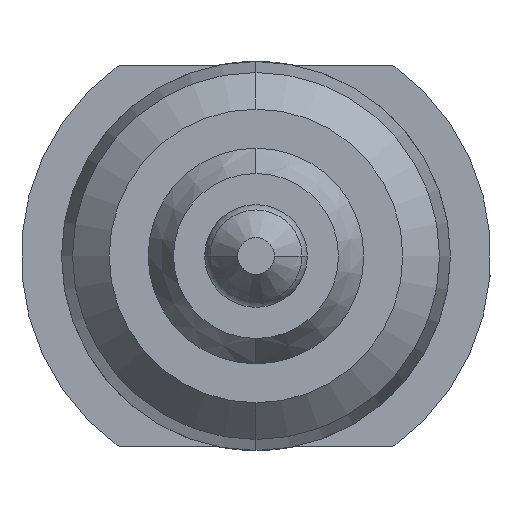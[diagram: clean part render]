
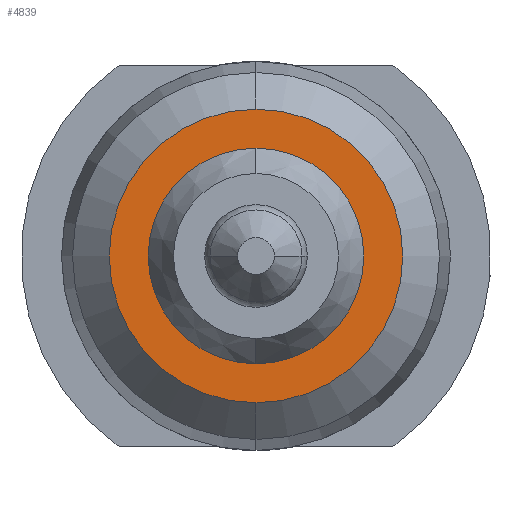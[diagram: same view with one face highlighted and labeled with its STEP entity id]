
A CAD part, front view. The second image highlights one B-rep face of the part: STEP entity #4839.
In plain terms, the highlighted planar face has unit normal (0, -1, 0).
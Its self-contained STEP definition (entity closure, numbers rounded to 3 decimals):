
#274 = DIRECTION ( 'NONE',  ( 0., 0., -1. ) ) ;
#457 = DIRECTION ( 'NONE',  ( 0., 0., 1. ) ) ;
#592 = DIRECTION ( 'NONE',  ( 0., -1., 0. ) ) ;
#651 = AXIS2_PLACEMENT_3D ( 'NONE', #1980, #5043, #3660 ) ;
#706 = PLANE ( 'NONE',  #651 ) ;
#820 = VERTEX_POINT ( 'NONE', #3048 ) ;
#928 = VERTEX_POINT ( 'NONE', #1076 ) ;
#1036 = CARTESIAN_POINT ( 'NONE',  ( 0., -28., 0. ) ) ;
#1076 = CARTESIAN_POINT ( 'NONE',  ( 0., -28., 0.735 ) ) ;
#1096 = CIRCLE ( 'NONE', #2093, 1. ) ;
#1165 = FACE_OUTER_BOUND ( 'NONE', #1930, .T. ) ;
#1233 = ORIENTED_EDGE ( 'NONE', *, *, #4974, .F. ) ;
#1326 = DIRECTION ( 'NONE',  ( 0., -1., 0. ) ) ;
#1360 = CIRCLE ( 'NONE', #4527, 0.735 ) ;
#1516 = DIRECTION ( 'NONE',  ( 0., 1., 0. ) ) ;
#1775 = EDGE_CURVE ( 'Defeature ausgef�hrt1_13+Defeature ausgef�hrt1_2+Defeature ausgef�hrt1_2+Defeature ausgef�hrt1_2', #820, #3474, #4973, .T. ) ;
#1930 = EDGE_LOOP ( 'NONE', ( #4260, #3161 ) ) ;
#1966 = EDGE_LOOP ( 'NONE', ( #3256, #1233 ) ) ;
#1980 = CARTESIAN_POINT ( 'NONE',  ( -1., -28., 0. ) ) ;
#1996 = CARTESIAN_POINT ( 'NONE',  ( 0., -28., 0. ) ) ;
#2093 = AXIS2_PLACEMENT_3D ( 'NONE', #1036, #1516, #4087 ) ;
#2488 = AXIS2_PLACEMENT_3D ( 'NONE', #4817, #1326, #457 ) ;
#3048 = CARTESIAN_POINT ( 'NONE',  ( 0., -28., -1. ) ) ;
#3161 = ORIENTED_EDGE ( 'NONE', *, *, #4217, .F. ) ;
#3256 = ORIENTED_EDGE ( 'NONE', *, *, #4744, .F. ) ;
#3435 = CARTESIAN_POINT ( 'NONE',  ( 0., -28., -0.735 ) ) ;
#3474 = VERTEX_POINT ( 'NONE', #4609 ) ;
#3660 = DIRECTION ( 'NONE',  ( 0., 0., -1. ) ) ;
#4082 = DIRECTION ( 'NONE',  ( 0., 0., 1. ) ) ;
#4087 = DIRECTION ( 'NONE',  ( 0., 0., -1. ) ) ;
#4217 = EDGE_CURVE ( 'Defeature ausgef�hrt1_13+Defeature ausgef�hrt1_2+Defeature ausgef�hrt1_2+Defeature ausgef�hrt1_2', #3474, #820, #1096, .T. ) ;
#4260 = ORIENTED_EDGE ( 'NONE', *, *, #1775, .F. ) ;
#4451 = CIRCLE ( 'NONE', #2488, 0.735 ) ;
#4485 = CARTESIAN_POINT ( 'NONE',  ( 0., -28., 0. ) ) ;
#4527 = AXIS2_PLACEMENT_3D ( 'NONE', #4485, #592, #4082 ) ;
#4586 = VERTEX_POINT ( 'NONE', #3435 ) ;
#4609 = CARTESIAN_POINT ( 'NONE',  ( 0., -28., 1. ) ) ;
#4744 = EDGE_CURVE ( 'Defeature ausgef�hrt1_59+Defeature ausgef�hrt1_2+Defeature ausgef�hrt1_2+Defeature ausgef�hrt1_2', #928, #4586, #1360, .T. ) ;
#4745 = AXIS2_PLACEMENT_3D ( 'NONE', #1996, #5063, #274 ) ;
#4817 = CARTESIAN_POINT ( 'NONE',  ( 0., -28., 0. ) ) ;
#4839 = ADVANCED_FACE ( 'Defeature ausgef�hrt1_2', ( #5571, #1165 ), #706, .F. ) ;
#4973 = CIRCLE ( 'NONE', #4745, 1. ) ;
#4974 = EDGE_CURVE ( 'Defeature ausgef�hrt1_59+Defeature ausgef�hrt1_2+Defeature ausgef�hrt1_2+Defeature ausgef�hrt1_2', #4586, #928, #4451, .T. ) ;
#5043 = DIRECTION ( 'NONE',  ( 0., 1., 0. ) ) ;
#5063 = DIRECTION ( 'NONE',  ( 0., 1., 0. ) ) ;
#5571 = FACE_BOUND ( 'NONE', #1966, .T. ) ;
